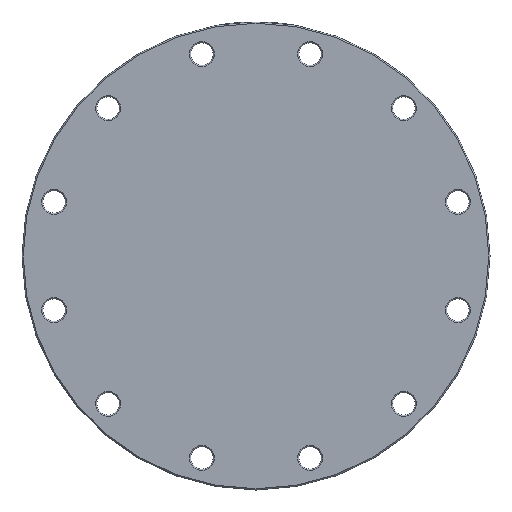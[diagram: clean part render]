
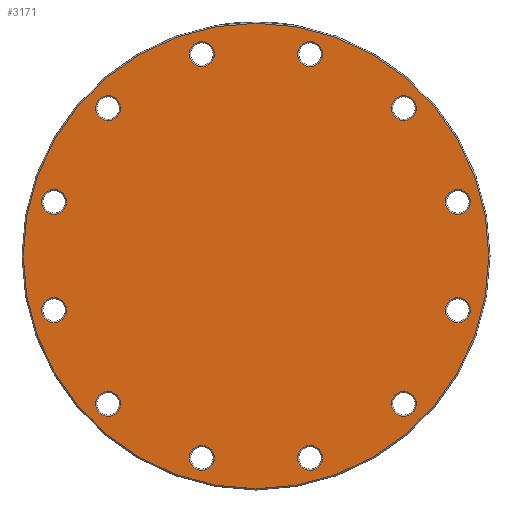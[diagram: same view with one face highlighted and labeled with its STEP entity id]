
A CAD part, left-side view. The second image highlights one B-rep face of the part: STEP entity #3171.
In plain terms, the highlighted planar face has unit normal (-1, 0, 0).
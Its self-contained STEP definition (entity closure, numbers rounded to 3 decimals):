
#50 = EDGE_CURVE ( 'NONE', #476, #476, #4899, .T. ) ;
#58 = ORIENTED_EDGE ( 'NONE', *, *, #3485, .T. ) ;
#64 = CARTESIAN_POINT ( 'NONE',  ( 0., 118.44, 118.44 ) ) ;
#117 = EDGE_LOOP ( 'NONE', ( #4044 ) ) ;
#124 = DIRECTION ( 'NONE',  ( -1., 0., 0. ) ) ;
#257 = CIRCLE ( 'NONE', #892, 10. ) ;
#445 = AXIS2_PLACEMENT_3D ( 'NONE', #1941, #2370, #2404 ) ;
#449 = CARTESIAN_POINT ( 'NONE',  ( 0., -118.44, -118.44 ) ) ;
#451 = EDGE_CURVE ( 'NONE', #4004, #4004, #3547, .T. ) ;
#458 = EDGE_LOOP ( 'NONE', ( #2723 ) ) ;
#476 = VERTEX_POINT ( 'NONE', #963 ) ;
#489 = DIRECTION ( 'NONE',  ( 0., 0., -1. ) ) ;
#541 = VERTEX_POINT ( 'NONE', #4205 ) ;
#546 = EDGE_LOOP ( 'NONE', ( #3187 ) ) ;
#582 = CARTESIAN_POINT ( 'NONE',  ( 0., 0., 0. ) ) ;
#609 = VERTEX_POINT ( 'NONE', #3676 ) ;
#671 = CARTESIAN_POINT ( 'NONE',  ( 0., -43.352, 151.793 ) ) ;
#740 = CARTESIAN_POINT ( 'NONE',  ( 0., 161.793, -43.352 ) ) ;
#838 = DIRECTION ( 'NONE',  ( 1., 0., 0. ) ) ;
#885 = DIRECTION ( 'NONE',  ( 0., 0., -1. ) ) ;
#892 = AXIS2_PLACEMENT_3D ( 'NONE', #2274, #1348, #4931 ) ;
#963 = CARTESIAN_POINT ( 'NONE',  ( 0., 43.352, -171.793 ) ) ;
#971 = FACE_BOUND ( 'NONE', #4839, .T. ) ;
#998 = CARTESIAN_POINT ( 'NONE',  ( 0., 161.793, 33.352 ) ) ;
#1037 = FACE_BOUND ( 'NONE', #6174, .T. ) ;
#1117 = DIRECTION ( 'NONE',  ( 1., 0., 0. ) ) ;
#1136 = EDGE_LOOP ( 'NONE', ( #3790 ) ) ;
#1162 = CARTESIAN_POINT ( 'NONE',  ( 0., -118.44, 108.44 ) ) ;
#1207 = EDGE_CURVE ( 'NONE', #3508, #3508, #3388, .T. ) ;
#1237 = ORIENTED_EDGE ( 'NONE', *, *, #1669, .T. ) ;
#1278 = CARTESIAN_POINT ( 'NONE',  ( 0., -161.793, -53.352 ) ) ;
#1341 = EDGE_LOOP ( 'NONE', ( #4623 ) ) ;
#1348 = DIRECTION ( 'NONE',  ( 1., 0., 0. ) ) ;
#1366 = DIRECTION ( 'NONE',  ( 1., 0., 0. ) ) ;
#1405 = AXIS2_PLACEMENT_3D ( 'NONE', #582, #2562, #2595 ) ;
#1525 = FACE_BOUND ( 'NONE', #2468, .T. ) ;
#1560 = FACE_BOUND ( 'NONE', #546, .T. ) ;
#1566 = DIRECTION ( 'NONE',  ( 1., 0., 0. ) ) ;
#1590 = VERTEX_POINT ( 'NONE', #5715 ) ;
#1598 = ORIENTED_EDGE ( 'NONE', *, *, #6459, .T. ) ;
#1669 = EDGE_CURVE ( 'NONE', #6467, #6467, #5608, .T. ) ;
#1684 = CIRCLE ( 'NONE', #5369, 10. ) ;
#1686 = EDGE_LOOP ( 'NONE', ( #58 ) ) ;
#1689 = VERTEX_POINT ( 'NONE', #2588 ) ;
#1800 = DIRECTION ( 'NONE',  ( 0., 0., -1. ) ) ;
#1883 = DIRECTION ( 'NONE',  ( 0., 0., -1. ) ) ;
#1936 = CARTESIAN_POINT ( 'NONE',  ( 0., 43.352, -161.793 ) ) ;
#1941 = CARTESIAN_POINT ( 'NONE',  ( 0., -43.352, -161.793 ) ) ;
#1950 = CARTESIAN_POINT ( 'NONE',  ( 0., -43.352, -171.793 ) ) ;
#1964 = AXIS2_PLACEMENT_3D ( 'NONE', #5050, #124, #2128 ) ;
#2000 = DIRECTION ( 'NONE',  ( 0., 0., -1. ) ) ;
#2074 = AXIS2_PLACEMENT_3D ( 'NONE', #2455, #3023, #3548 ) ;
#2128 = DIRECTION ( 'NONE',  ( 0., 0., -1. ) ) ;
#2179 = VERTEX_POINT ( 'NONE', #671 ) ;
#2214 = ORIENTED_EDGE ( 'NONE', *, *, #2385, .T. ) ;
#2272 = VERTEX_POINT ( 'NONE', #1278 ) ;
#2274 = CARTESIAN_POINT ( 'NONE',  ( 0., -161.793, 43.352 ) ) ;
#2370 = DIRECTION ( 'NONE',  ( 1., 0., 0. ) ) ;
#2385 = EDGE_CURVE ( 'NONE', #609, #609, #2746, .T. ) ;
#2404 = DIRECTION ( 'NONE',  ( 0., 0., -1. ) ) ;
#2455 = CARTESIAN_POINT ( 'NONE',  ( 0., 118.44, -118.44 ) ) ;
#2460 = FACE_OUTER_BOUND ( 'NONE', #2818, .T. ) ;
#2468 = EDGE_LOOP ( 'NONE', ( #4476 ) ) ;
#2562 = DIRECTION ( 'NONE',  ( 1., 0., 0. ) ) ;
#2581 = CIRCLE ( 'NONE', #4054, 10. ) ;
#2588 = CARTESIAN_POINT ( 'NONE',  ( 0., -118.44, -128.44 ) ) ;
#2595 = DIRECTION ( 'NONE',  ( 0., 0., -1. ) ) ;
#2668 = DIRECTION ( 'NONE',  ( 0., 0., -1. ) ) ;
#2710 = ORIENTED_EDGE ( 'NONE', *, *, #3357, .T. ) ;
#2723 = ORIENTED_EDGE ( 'NONE', *, *, #2922, .T. ) ;
#2746 = CIRCLE ( 'NONE', #6212, 10. ) ;
#2752 = DIRECTION ( 'NONE',  ( 0., 0., -1. ) ) ;
#2795 = DIRECTION ( 'NONE',  ( 1., 0., 0. ) ) ;
#2799 = CIRCLE ( 'NONE', #2074, 10. ) ;
#2818 = EDGE_LOOP ( 'NONE', ( #5808 ) ) ;
#2922 = EDGE_CURVE ( 'NONE', #1689, #1689, #2581, .T. ) ;
#3023 = DIRECTION ( 'NONE',  ( 1., 0., 0. ) ) ;
#3068 = DIRECTION ( 'NONE',  ( 1., 0., 0. ) ) ;
#3093 = FACE_BOUND ( 'NONE', #6066, .T. ) ;
#3118 = CARTESIAN_POINT ( 'NONE',  ( 0., 43.352, 151.793 ) ) ;
#3171 = ADVANCED_FACE ( 'NONE', ( #4081, #971, #1525, #6081, #5224, #3551, #4480, #6047, #5560, #3093, #1037, #2460, #1560 ), #6509, .F. ) ;
#3187 = ORIENTED_EDGE ( 'NONE', *, *, #1207, .T. ) ;
#3229 = AXIS2_PLACEMENT_3D ( 'NONE', #6381, #1366, #1800 ) ;
#3330 = CIRCLE ( 'NONE', #1964, 186.5 ) ;
#3357 = EDGE_CURVE ( 'NONE', #2179, #2179, #4259, .T. ) ;
#3388 = CIRCLE ( 'NONE', #4144, 10. ) ;
#3424 = DIRECTION ( 'NONE',  ( 1., 0., 0. ) ) ;
#3446 = DIRECTION ( 'NONE',  ( 0., 0., -1. ) ) ;
#3485 = EDGE_CURVE ( 'NONE', #4143, #4143, #5633, .T. ) ;
#3491 = EDGE_LOOP ( 'NONE', ( #1598 ) ) ;
#3508 = VERTEX_POINT ( 'NONE', #4472 ) ;
#3532 = CIRCLE ( 'NONE', #4902, 10. ) ;
#3547 = CIRCLE ( 'NONE', #3229, 10. ) ;
#3548 = DIRECTION ( 'NONE',  ( 0., 0., -1. ) ) ;
#3551 = FACE_BOUND ( 'NONE', #1341, .T. ) ;
#3577 = CARTESIAN_POINT ( 'NONE',  ( 0., 118.44, -128.44 ) ) ;
#3580 = ORIENTED_EDGE ( 'NONE', *, *, #50, .T. ) ;
#3676 = CARTESIAN_POINT ( 'NONE',  ( 0., 118.44, 108.44 ) ) ;
#3707 = VERTEX_POINT ( 'NONE', #3577 ) ;
#3729 = DIRECTION ( 'NONE',  ( 0., 0., -1. ) ) ;
#3790 = ORIENTED_EDGE ( 'NONE', *, *, #451, .T. ) ;
#4004 = VERTEX_POINT ( 'NONE', #998 ) ;
#4044 = ORIENTED_EDGE ( 'NONE', *, *, #4052, .T. ) ;
#4052 = EDGE_CURVE ( 'NONE', #3707, #3707, #2799, .T. ) ;
#4054 = AXIS2_PLACEMENT_3D ( 'NONE', #449, #838, #3446 ) ;
#4081 = FACE_BOUND ( 'NONE', #1136, .T. ) ;
#4111 = VERTEX_POINT ( 'NONE', #3118 ) ;
#4143 = VERTEX_POINT ( 'NONE', #1162 ) ;
#4144 = AXIS2_PLACEMENT_3D ( 'NONE', #740, #5233, #2752 ) ;
#4205 = CARTESIAN_POINT ( 'NONE',  ( 0., 0., -186.5 ) ) ;
#4259 = CIRCLE ( 'NONE', #5115, 10. ) ;
#4370 = AXIS2_PLACEMENT_3D ( 'NONE', #1936, #3424, #885 ) ;
#4406 = DIRECTION ( 'NONE',  ( 1., 0., 0. ) ) ;
#4419 = EDGE_CURVE ( 'NONE', #1590, #1590, #257, .T. ) ;
#4472 = CARTESIAN_POINT ( 'NONE',  ( 0., 161.793, -53.352 ) ) ;
#4476 = ORIENTED_EDGE ( 'NONE', *, *, #4739, .T. ) ;
#4480 = FACE_BOUND ( 'NONE', #3491, .T. ) ;
#4623 = ORIENTED_EDGE ( 'NONE', *, *, #4419, .T. ) ;
#4739 = EDGE_CURVE ( 'NONE', #4111, #4111, #3532, .T. ) ;
#4819 = EDGE_CURVE ( 'NONE', #541, #541, #3330, .T. ) ;
#4839 = EDGE_LOOP ( 'NONE', ( #2214 ) ) ;
#4899 = CIRCLE ( 'NONE', #4370, 10. ) ;
#4902 = AXIS2_PLACEMENT_3D ( 'NONE', #6086, #1566, #489 ) ;
#4931 = DIRECTION ( 'NONE',  ( 0., 0., -1. ) ) ;
#5037 = EDGE_LOOP ( 'NONE', ( #2710 ) ) ;
#5050 = CARTESIAN_POINT ( 'NONE',  ( 0., 0., 0. ) ) ;
#5085 = CARTESIAN_POINT ( 'NONE',  ( 0., -161.793, -43.352 ) ) ;
#5115 = AXIS2_PLACEMENT_3D ( 'NONE', #5341, #2795, #3729 ) ;
#5224 = FACE_BOUND ( 'NONE', #1686, .T. ) ;
#5233 = DIRECTION ( 'NONE',  ( 1., 0., 0. ) ) ;
#5341 = CARTESIAN_POINT ( 'NONE',  ( 0., -43.352, 161.793 ) ) ;
#5369 = AXIS2_PLACEMENT_3D ( 'NONE', #5085, #4406, #1883 ) ;
#5560 = FACE_BOUND ( 'NONE', #117, .T. ) ;
#5608 = CIRCLE ( 'NONE', #445, 10. ) ;
#5633 = CIRCLE ( 'NONE', #6463, 10. ) ;
#5638 = CARTESIAN_POINT ( 'NONE',  ( 0., -118.44, 118.44 ) ) ;
#5715 = CARTESIAN_POINT ( 'NONE',  ( 0., -161.793, 33.352 ) ) ;
#5808 = ORIENTED_EDGE ( 'NONE', *, *, #4819, .T. ) ;
#6047 = FACE_BOUND ( 'NONE', #458, .T. ) ;
#6066 = EDGE_LOOP ( 'NONE', ( #3580 ) ) ;
#6081 = FACE_BOUND ( 'NONE', #5037, .T. ) ;
#6086 = CARTESIAN_POINT ( 'NONE',  ( 0., 43.352, 161.793 ) ) ;
#6174 = EDGE_LOOP ( 'NONE', ( #1237 ) ) ;
#6212 = AXIS2_PLACEMENT_3D ( 'NONE', #64, #3068, #2668 ) ;
#6381 = CARTESIAN_POINT ( 'NONE',  ( 0., 161.793, 43.352 ) ) ;
#6459 = EDGE_CURVE ( 'NONE', #2272, #2272, #1684, .T. ) ;
#6463 = AXIS2_PLACEMENT_3D ( 'NONE', #5638, #1117, #2000 ) ;
#6467 = VERTEX_POINT ( 'NONE', #1950 ) ;
#6509 = PLANE ( 'NONE',  #1405 ) ;
